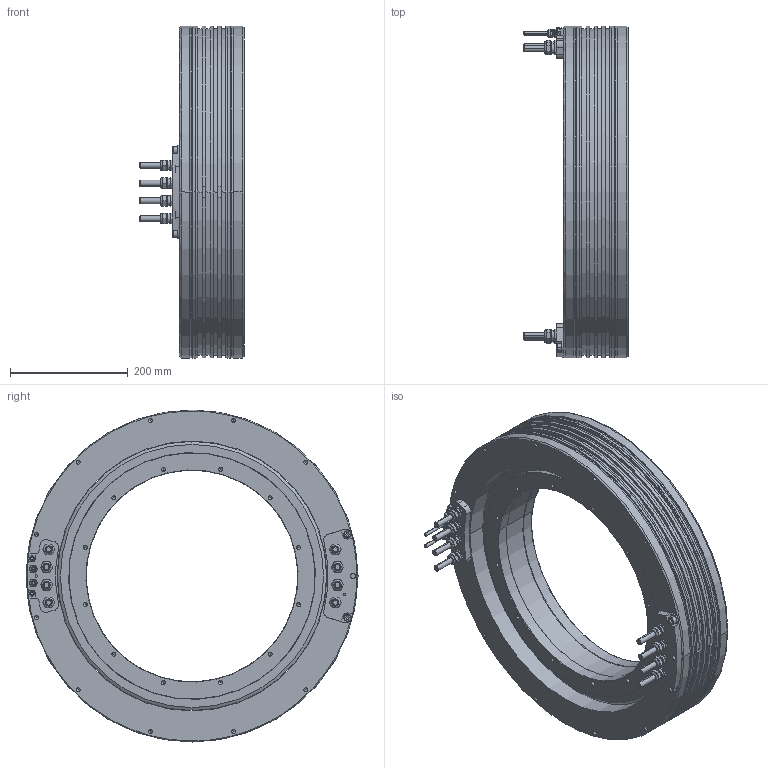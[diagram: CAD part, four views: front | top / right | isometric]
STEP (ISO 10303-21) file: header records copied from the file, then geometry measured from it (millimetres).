
FILE_DESCRIPTION((''),'2;1');
FILE_NAME('TMK0530-050-3UPN','2020-04-20T07:27:05',('CH5533'),(''),'CREO PARAMETRIC BY PTC INC, 2019164','CREO PARAMETRIC BY PTC INC, 2019164','');
FILE_SCHEMA(('AUTOMOTIVE_DESIGN { 1 0 10303 214 1 1 1 1 }'));
Length unit declared in the file: millimetre
Products named in the file (1): TMK0530-050-3UPN
Bounding box: 177 x 565 x 565 mm (x, y, z)
Volume: 14438395.8 mm3; surface area: 1095729.4 mm2
Topology: 4 solids, 28 shells, 1222 faces, 2830 edges, 1706 vertices
Faces by surface type: cylinder 490, plane 442, cone 230, torus 52, revolution 8
Entity records: 37093 total; most frequent: DIRECTION 6494, CARTESIAN_POINT 6015, ORIENTED_EDGE 5444, EDGE_CURVE 2722, AXIS2_PLACEMENT_3D 2570, VERTEX_POINT 1706, EDGE_LOOP 1420, CIRCLE 1346
